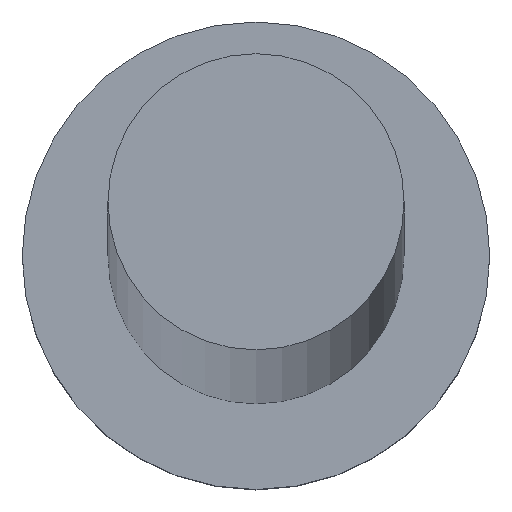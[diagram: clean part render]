
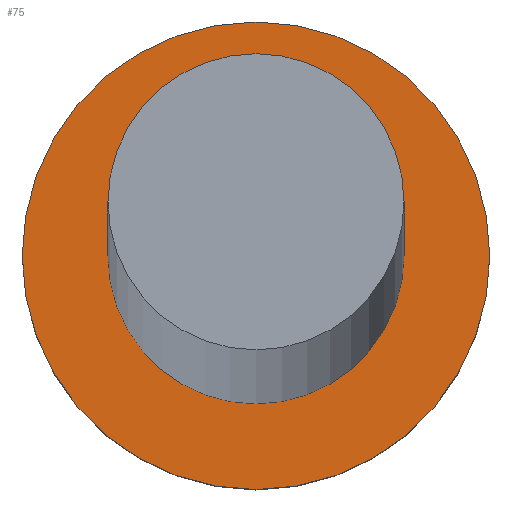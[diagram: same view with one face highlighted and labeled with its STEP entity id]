
A CAD part, top view. The second image highlights one B-rep face of the part: STEP entity #75.
In plain terms, the highlighted planar face has unit normal (0, 0, 1).
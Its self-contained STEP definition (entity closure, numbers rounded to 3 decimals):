
#4 = VERTEX_POINT ( 'NONE', #105 ) ;
#6 = FACE_OUTER_BOUND ( 'NONE', #128, .T. ) ;
#10 = DIRECTION ( 'NONE',  ( 1., 0., 0. ) ) ;
#14 = CARTESIAN_POINT ( 'NONE',  ( -1.5, 0., 1.5 ) ) ;
#15 = CIRCLE ( 'NONE', #196, 0.95 ) ;
#19 = EDGE_CURVE ( 'NONE', #204, #4, #252, .T. ) ;
#21 = DIRECTION ( 'NONE',  ( 1., 0., 0. ) ) ;
#33 = AXIS2_PLACEMENT_3D ( 'NONE', #220, #225, #21 ) ;
#53 = AXIS2_PLACEMENT_3D ( 'NONE', #191, #207, #62 ) ;
#56 = EDGE_CURVE ( 'NONE', #136, #111, #99, .T. ) ;
#62 = DIRECTION ( 'NONE',  ( 1., 0., 0. ) ) ;
#64 = AXIS2_PLACEMENT_3D ( 'NONE', #176, #249, #156 ) ;
#75 = ADVANCED_FACE ( 'NONE', ( #151, #6 ), #91, .T. ) ;
#91 = PLANE ( 'NONE',  #127 ) ;
#99 = CIRCLE ( 'NONE', #53, 0.95 ) ;
#102 = ORIENTED_EDGE ( 'NONE', *, *, #215, .T. ) ;
#105 = CARTESIAN_POINT ( 'NONE',  ( 1.5, 0., 1.5 ) ) ;
#111 = VERTEX_POINT ( 'NONE', #231 ) ;
#127 = AXIS2_PLACEMENT_3D ( 'NONE', #226, #229, #173 ) ;
#128 = EDGE_LOOP ( 'NONE', ( #169, #102 ) ) ;
#130 = CIRCLE ( 'NONE', #64, 1.5 ) ;
#132 = EDGE_LOOP ( 'NONE', ( #165, #201 ) ) ;
#133 = CARTESIAN_POINT ( 'NONE',  ( 0.95, 0., 1.5 ) ) ;
#136 = VERTEX_POINT ( 'NONE', #133 ) ;
#151 = FACE_BOUND ( 'NONE', #132, .T. ) ;
#154 = CARTESIAN_POINT ( 'NONE',  ( 0., 0., 1.5 ) ) ;
#156 = DIRECTION ( 'NONE',  ( 1., 0., 0. ) ) ;
#165 = ORIENTED_EDGE ( 'NONE', *, *, #175, .F. ) ;
#169 = ORIENTED_EDGE ( 'NONE', *, *, #19, .T. ) ;
#173 = DIRECTION ( 'NONE',  ( 1., 0., 0. ) ) ;
#175 = EDGE_CURVE ( 'NONE', #111, #136, #15, .T. ) ;
#176 = CARTESIAN_POINT ( 'NONE',  ( 0., 0., 1.5 ) ) ;
#191 = CARTESIAN_POINT ( 'NONE',  ( 0., 0., 1.5 ) ) ;
#196 = AXIS2_PLACEMENT_3D ( 'NONE', #154, #210, #10 ) ;
#201 = ORIENTED_EDGE ( 'NONE', *, *, #56, .F. ) ;
#204 = VERTEX_POINT ( 'NONE', #14 ) ;
#207 = DIRECTION ( 'NONE',  ( 0., 0., 1. ) ) ;
#210 = DIRECTION ( 'NONE',  ( 0., 0., 1. ) ) ;
#215 = EDGE_CURVE ( 'NONE', #4, #204, #130, .T. ) ;
#220 = CARTESIAN_POINT ( 'NONE',  ( 0., 0., 1.5 ) ) ;
#225 = DIRECTION ( 'NONE',  ( 0., 0., 1. ) ) ;
#226 = CARTESIAN_POINT ( 'NONE',  ( 0., 0., 1.5 ) ) ;
#229 = DIRECTION ( 'NONE',  ( 0., 0., 1. ) ) ;
#231 = CARTESIAN_POINT ( 'NONE',  ( -0.95, 0., 1.5 ) ) ;
#249 = DIRECTION ( 'NONE',  ( 0., 0., 1. ) ) ;
#252 = CIRCLE ( 'NONE', #33, 1.5 ) ;
